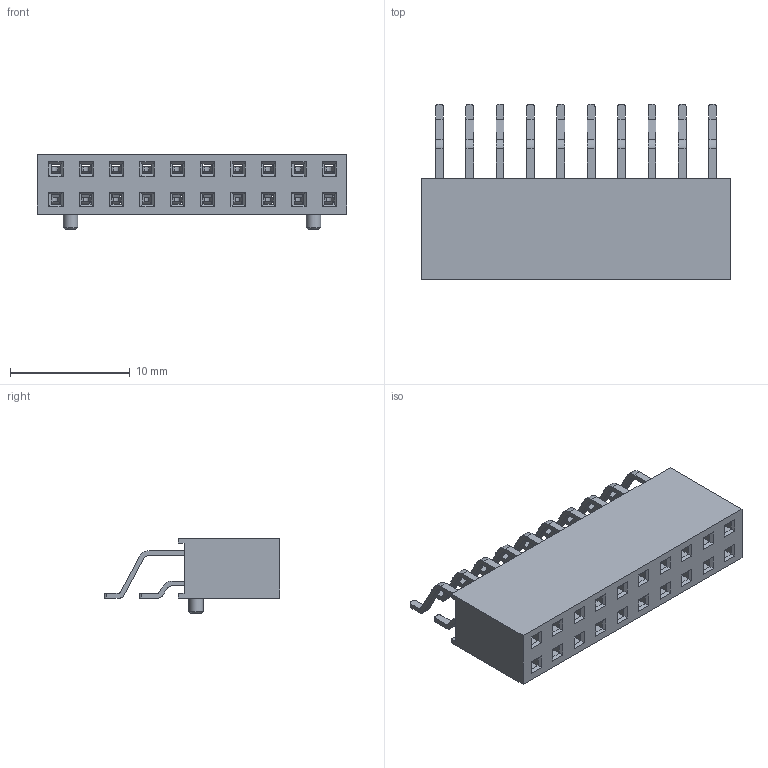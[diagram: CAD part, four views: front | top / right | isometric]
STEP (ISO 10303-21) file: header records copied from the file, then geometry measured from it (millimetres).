
FILE_DESCRIPTION(/* description */ ('Unknown'),/* implementation_level */ '2;1');
FILE_NAME(/* name */ '610120249221',/* time_stamp */ '2016-03-17T10:24:47+01:00',/* author */ ('Unknown'),/* organization */ ('Unknown'),/* preprocessor_version */ 'ST-DEVELOPER v16',/* originating_system */ 'DEX',/* authorisation */ $);
FILE_SCHEMA (('AUTOMOTIVE_DESIGN {1 0 10303 214 3 1 1}'));
Length unit declared in the file: millimetre
Products named in the file (4): 6101xx249221; 610320249221; 6103xx249221_PIN COURTE; 6103xx249221_PIN LONGUE
Assembly tree (21 placements, depth 2):
  6101xx249221
    610320249221
    6103xx249221_PIN COURTE  x10
    6103xx249221_PIN LONGUE  x10
Bounding box: 25.9 x 14.69 x 6.3 mm (x, y, z)
Volume: 947.8 mm3; surface area: 2458.2 mm2
Topology: 21 solids, 21 shells, 1236 faces, 3256 edges, 2064 vertices
Faces by surface type: plane 1072, cylinder 162, cone 2
Full cylindrical faces by diameter (mm): 1.2 x2
Entity records: 18493 total; most frequent: CARTESIAN_POINT 3150, ORIENTED_EDGE 3116, DIRECTION 2852, EDGE_CURVE 1558, LINE 1484, VECTOR 1484, VERTEX_POINT 982, AXIS2_PLACEMENT_3D 684
